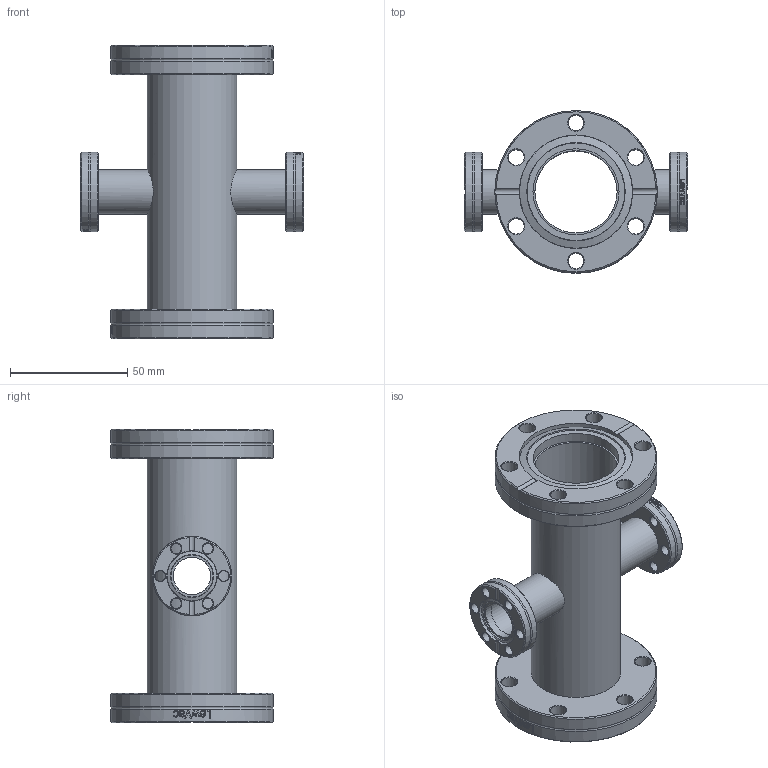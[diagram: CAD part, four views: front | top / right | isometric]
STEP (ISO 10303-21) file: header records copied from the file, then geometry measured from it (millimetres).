
FILE_DESCRIPTION(/* description */ (''),/* implementation_level */ '2;1');
FILE_NAME(/* name */ 'FL-RX40-16CF.stp',/* time_stamp */ '2018-02-28T12:19:33+00:00',/* author */ ('paul'),/* organization */ (''),/* preprocessor_version */ 'ST-DEVELOPER v17',/* originating_system */ 'Autodesk Inventor 2018',/* authorisation */ '');
FILE_SCHEMA (('AUTOMOTIVE_DESIGN { 1 0 10303 214 3 1 1 }'));
Length unit declared in the file: millimetre
Products named in the file (11): FL-RX40-16CF; FL-40CFR-38; FL-40CF-OUT; FL-40CF-INB38.1; main tube; FL-40CF-38; side tube; FL-16CF-19; FL-16CFR-19; FL-16CF-OUT; FL-16CFR-19INNER
Assembly tree (11 placements, depth 3):
  FL-RX40-16CF
    FL-40CFR-38
      FL-40CF-OUT
      FL-40CF-INB38.1
    main tube
    FL-40CF-38
    side tube  x2
    FL-16CF-19
    FL-16CFR-19
      FL-16CF-OUT
      FL-16CFR-19INNER
Bounding box: 95 x 69.1 x 125 mm (x, y, z)
Volume: 89244.1 mm3; surface area: 62937.9 mm2
Topology: 9 solids, 9 shells, 534 faces, 1471 edges, 987 vertices
Faces by surface type: plane 196, bspline 164, cylinder 98, cone 72, torus 4
Full cylindrical faces by diameter (mm): 4.4 x12, 6.7 x12, 16 x4, 19.1 x6, 19.2 x1, 21.1 x1, 21.4 x2, 33.8 x4, 35 x1, 36.6 x2, 38.1 x1, 38.2 x2, 45.5 x1, 48.1 x1, 48.26 x1, 48.3 x1, 69.1 x4
Entity records: 23332 total; most frequent: CARTESIAN_POINT 9979, ORIENTED_EDGE 2924, DIRECTION 2370, EDGE_CURVE 1462, VERTEX_POINT 980, AXIS2_PLACEMENT_3D 902, EDGE_LOOP 630, LINE 566
